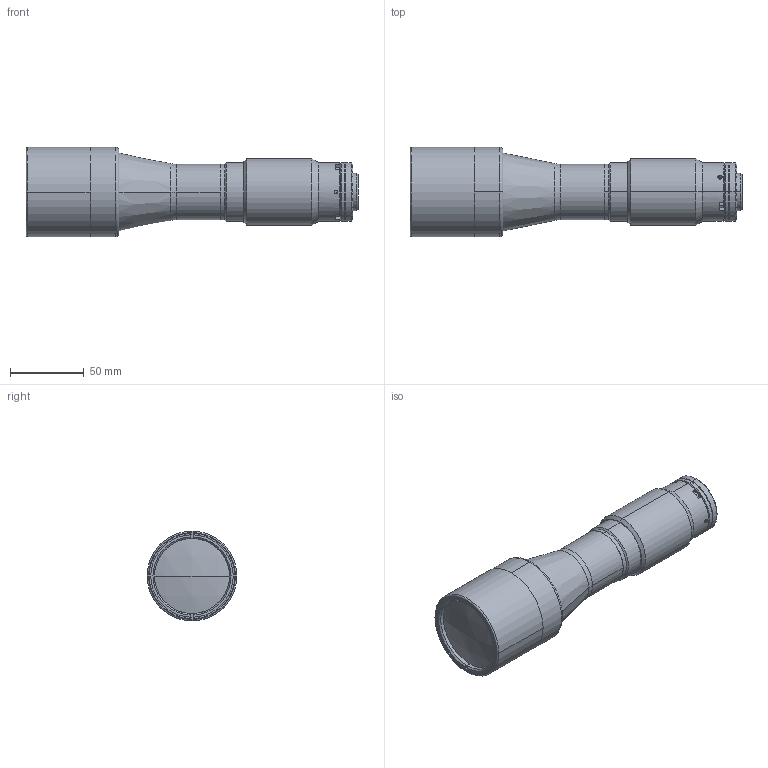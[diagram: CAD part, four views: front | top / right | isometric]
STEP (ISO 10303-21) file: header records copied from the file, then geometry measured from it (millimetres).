
FILE_DESCRIPTION (( 'STEP AP203' ), '1' );
FILE_NAME ('DP71426_TC4MHR036-C.step', '2021-10-05T08:30:32', ( '' ), ( '' ), 'SwSTEP 2.0', 'SolidWorks 2021', '' );
FILE_SCHEMA (( 'CONFIG_CONTROL_DESIGN' ));
Length unit declared in the file: millimetre
Products named in the file (1): DP71426_TC4MHR036-C
Bounding box: 225.52 x 61 x 61 mm (x, y, z)
Surface area: 48769.8 mm2 (no closed solid volume)
Topology: 0 solids, 15 shells, 130 faces, 348 edges, 234 vertices
Faces by surface type: plane 50, cylinder 40, cone 26, torus 12, sphere 2
Entity records: 4297 total; most frequent: CARTESIAN_POINT 911, DIRECTION 759, ORIENTED_EDGE 579, EDGE_CURVE 348, AXIS2_PLACEMENT_3D 304, VERTEX_POINT 234, CIRCLE 173, EDGE_LOOP 154
